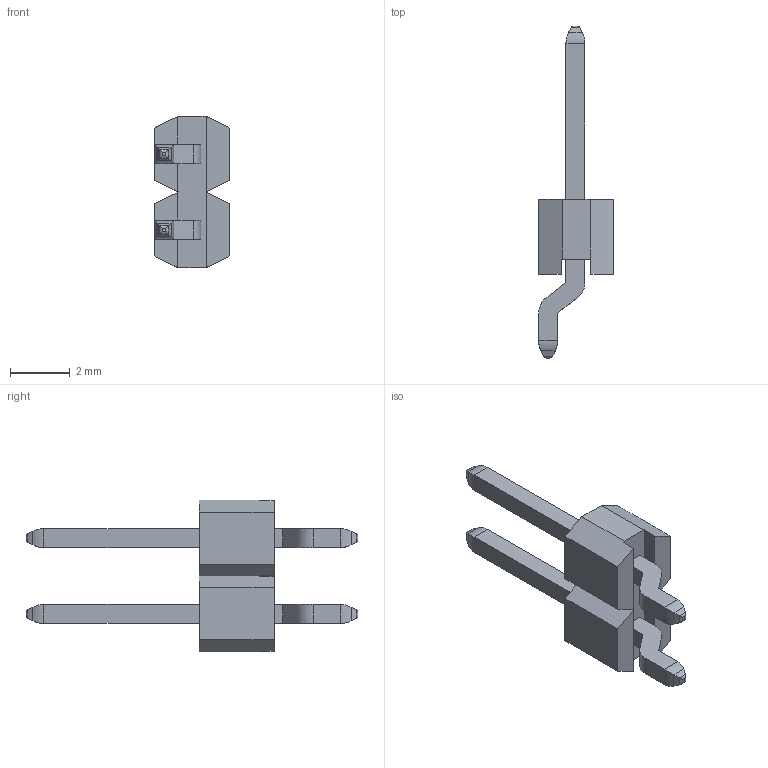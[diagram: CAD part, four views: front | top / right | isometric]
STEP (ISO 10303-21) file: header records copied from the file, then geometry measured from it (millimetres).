
FILE_DESCRIPTION(/* description */ (''),/* implementation_level */ '2;1');
FILE_NAME(/* name */ '3531-12-002-xx.stp',/* time_stamp */ '2017-08-14T14:09:30+02:00',/* author */ ('andreas.larin'),/* organization */ (''),/* preprocessor_version */ 'ST-DEVELOPER v15.6',/* originating_system */ 'Autodesk Inventor 2015',/* authorisation */ '');
FILE_SCHEMA (('AUTOMOTIVE_DESIGN { 1 0 10303 214 3 1 1 }'));
Length unit declared in the file: centimetre
Products named in the file (1): 3531-12-002-xx
Bounding box: 2.5 x 11.1 x 5.08 mm (x, y, z)
Volume: 33.4 mm3; surface area: 112.2 mm2
Topology: 1 solids, 1 shells, 105 faces, 249 edges, 150 vertices
Faces by surface type: plane 69, cylinder 36
Entity records: 2963 total; most frequent: CARTESIAN_POINT 505, DIRECTION 501, ORIENTED_EDGE 498, EDGE_CURVE 249, LINE 209, VECTOR 209, VERTEX_POINT 150, AXIS2_PLACEMENT_3D 146
